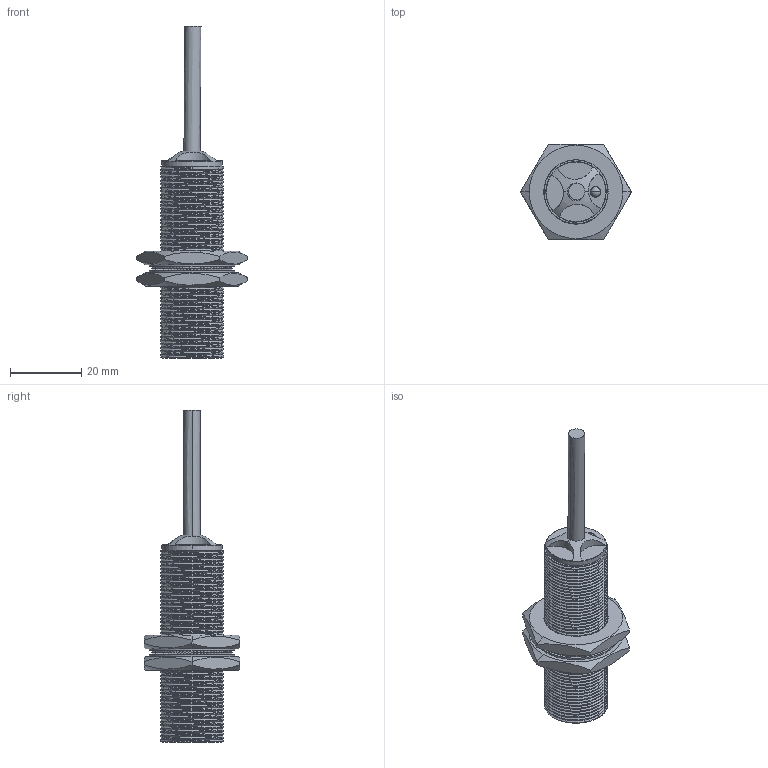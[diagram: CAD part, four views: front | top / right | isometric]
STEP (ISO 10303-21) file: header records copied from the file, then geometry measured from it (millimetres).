
FILE_DESCRIPTION (( 'STEP AP214' ), '1' );
FILE_NAME ('M18-直流二线电缆埋入式.STEP', '2015-09-23T09:56:34', ( '' ), ( '' ), 'SwSTEP 2.0', 'SolidWorks 2013', '' );
FILE_SCHEMA (( 'AUTOMOTIVE_DESIGN' ));
Length unit declared in the file: millimetre
Products named in the file (1): M18-直流二线电缆埋入式
Bounding box: 31.18 x 27 x 93.47 mm (x, y, z)
Volume: 17792 mm3; surface area: 9069.3 mm2
Topology: 3 solids, 3 shells, 1063 faces, 2685 edges, 1783 vertices
Faces by surface type: plane 896, cylinder 135, cone 16, bspline 10, sphere 4, torus 2
Entity records: 46254 total; most frequent: CARTESIAN_POINT 19707, ORIENTED_EDGE 5370, DIRECTION 4609, EDGE_CURVE 2685, LINE 2325, VECTOR 2325, VERTEX_POINT 1783, EDGE_LOOP 1226
